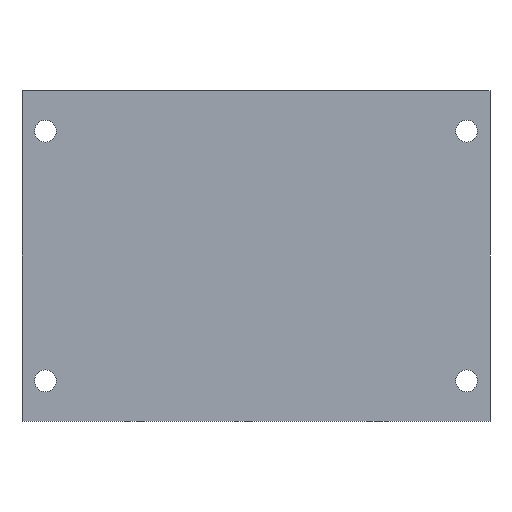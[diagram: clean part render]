
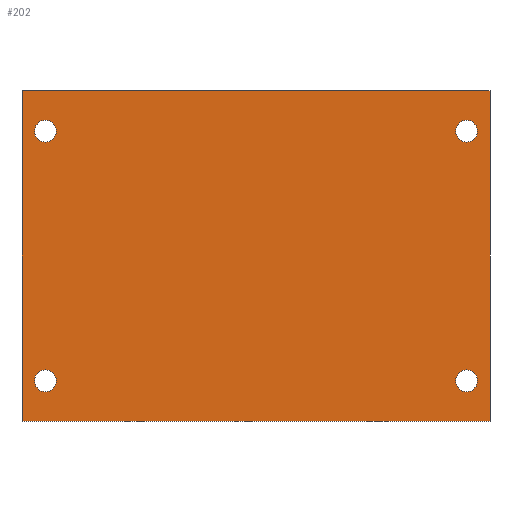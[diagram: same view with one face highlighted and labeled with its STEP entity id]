
A CAD part, front view. The second image highlights one B-rep face of the part: STEP entity #202.
In plain terms, the highlighted planar face has unit normal (0, -1, 0).
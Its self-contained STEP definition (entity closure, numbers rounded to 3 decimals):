
#2 = DIRECTION ( 'NONE',  ( 1., 0., 0. ) ) ;
#3 = ORIENTED_EDGE ( 'NONE', *, *, #180, .F. ) ;
#10 = AXIS2_PLACEMENT_3D ( 'NONE', #238, #499, #299 ) ;
#17 = CARTESIAN_POINT ( 'NONE',  ( 75., 0., 0. ) ) ;
#21 = VERTEX_POINT ( 'NONE', #286 ) ;
#40 = CARTESIAN_POINT ( 'NONE',  ( 3.75, 0., 46.5 ) ) ;
#41 = ORIENTED_EDGE ( 'NONE', *, *, #141, .F. ) ;
#50 = VECTOR ( 'NONE', #462, 1000. ) ;
#71 = ORIENTED_EDGE ( 'NONE', *, *, #639, .F. ) ;
#77 = VECTOR ( 'NONE', #355, 1000. ) ;
#90 = CARTESIAN_POINT ( 'NONE',  ( 71.25, 0., 46.5 ) ) ;
#92 = VERTEX_POINT ( 'NONE', #463 ) ;
#97 = CIRCLE ( 'NONE', #648, 1.75 ) ;
#100 = ORIENTED_EDGE ( 'NONE', *, *, #707, .T. ) ;
#107 = VECTOR ( 'NONE', #2, 1000. ) ;
#110 = ORIENTED_EDGE ( 'NONE', *, *, #572, .T. ) ;
#113 = CARTESIAN_POINT ( 'NONE',  ( 0., 0., 53. ) ) ;
#119 = EDGE_CURVE ( 'NONE', #831, #692, #724, .T. ) ;
#126 = VERTEX_POINT ( 'NONE', #411 ) ;
#131 = VECTOR ( 'NONE', #445, 1000. ) ;
#132 = LINE ( 'NONE', #185, #131 ) ;
#136 = CIRCLE ( 'NONE', #226, 1.75 ) ;
#141 = EDGE_CURVE ( 'NONE', #609, #126, #97, .T. ) ;
#144 = DIRECTION ( 'NONE',  ( 0., 0., 1. ) ) ;
#152 = EDGE_CURVE ( 'NONE', #490, #455, #213, .T. ) ;
#156 = CARTESIAN_POINT ( 'NONE',  ( 71.25, 0., 48.25 ) ) ;
#180 = EDGE_CURVE ( 'NONE', #692, #831, #313, .T. ) ;
#185 = CARTESIAN_POINT ( 'NONE',  ( 0., 0., 53. ) ) ;
#198 = AXIS2_PLACEMENT_3D ( 'NONE', #357, #838, #503 ) ;
#201 = VERTEX_POINT ( 'NONE', #113 ) ;
#202 = ADVANCED_FACE ( 'NONE', ( #421, #686, #424, #375, #636 ), #554, .F. ) ;
#213 = CIRCLE ( 'NONE', #198, 1.75 ) ;
#226 = AXIS2_PLACEMENT_3D ( 'NONE', #40, #367, #560 ) ;
#235 = ORIENTED_EDGE ( 'NONE', *, *, #792, .T. ) ;
#238 = CARTESIAN_POINT ( 'NONE',  ( 0., 0., 0. ) ) ;
#268 = EDGE_CURVE ( 'NONE', #606, #273, #136, .T. ) ;
#273 = VERTEX_POINT ( 'NONE', #843 ) ;
#282 = EDGE_LOOP ( 'NONE', ( #235, #803 ) ) ;
#286 = CARTESIAN_POINT ( 'NONE',  ( 75., 0., 53. ) ) ;
#287 = EDGE_LOOP ( 'NONE', ( #472, #494, #675, #100 ) ) ;
#295 = DIRECTION ( 'NONE',  ( 0., -1., 0. ) ) ;
#299 = DIRECTION ( 'NONE',  ( 0., 0., 1. ) ) ;
#312 = EDGE_LOOP ( 'NONE', ( #3, #706 ) ) ;
#313 = CIRCLE ( 'NONE', #795, 1.75 ) ;
#315 = EDGE_LOOP ( 'NONE', ( #71, #41 ) ) ;
#321 = AXIS2_PLACEMENT_3D ( 'NONE', #341, #801, #467 ) ;
#335 = DIRECTION ( 'NONE',  ( 0., 1., 0. ) ) ;
#341 = CARTESIAN_POINT ( 'NONE',  ( 3.75, 0., 46.5 ) ) ;
#343 = EDGE_CURVE ( 'NONE', #92, #586, #384, .T. ) ;
#348 = DIRECTION ( 'NONE',  ( 0., 0., 1. ) ) ;
#355 = DIRECTION ( 'NONE',  ( 0., 0., 1. ) ) ;
#357 = CARTESIAN_POINT ( 'NONE',  ( 71.25, 0., 6.5 ) ) ;
#362 = CARTESIAN_POINT ( 'NONE',  ( 3.75, 0., 6.5 ) ) ;
#367 = DIRECTION ( 'NONE',  ( 0., 1., 0. ) ) ;
#375 = FACE_OUTER_BOUND ( 'NONE', #287, .T. ) ;
#379 = CARTESIAN_POINT ( 'NONE',  ( 0., 0., 0. ) ) ;
#384 = LINE ( 'NONE', #379, #107 ) ;
#399 = CIRCLE ( 'NONE', #734, 1.75 ) ;
#411 = CARTESIAN_POINT ( 'NONE',  ( 71.25, 0., 44.75 ) ) ;
#421 = FACE_BOUND ( 'NONE', #511, .T. ) ;
#423 = LINE ( 'NONE', #828, #77 ) ;
#424 = FACE_BOUND ( 'NONE', #282, .T. ) ;
#425 = ORIENTED_EDGE ( 'NONE', *, *, #268, .T. ) ;
#428 = EDGE_CURVE ( 'NONE', #201, #21, #132, .T. ) ;
#437 = DIRECTION ( 'NONE',  ( 0., 0., 1. ) ) ;
#445 = DIRECTION ( 'NONE',  ( 1., 0., 0. ) ) ;
#455 = VERTEX_POINT ( 'NONE', #676 ) ;
#457 = AXIS2_PLACEMENT_3D ( 'NONE', #810, #530, #144 ) ;
#462 = DIRECTION ( 'NONE',  ( 0., 0., 1. ) ) ;
#463 = CARTESIAN_POINT ( 'NONE',  ( 0., 0., 0. ) ) ;
#467 = DIRECTION ( 'NONE',  ( 0., 0., 1. ) ) ;
#472 = ORIENTED_EDGE ( 'NONE', *, *, #428, .F. ) ;
#485 = CARTESIAN_POINT ( 'NONE',  ( 71.25, 0., 46.5 ) ) ;
#490 = VERTEX_POINT ( 'NONE', #741 ) ;
#491 = DIRECTION ( 'NONE',  ( 0., -1., 0. ) ) ;
#494 = ORIENTED_EDGE ( 'NONE', *, *, #819, .F. ) ;
#499 = DIRECTION ( 'NONE',  ( 0., 1., 0. ) ) ;
#503 = DIRECTION ( 'NONE',  ( 0., 0., 1. ) ) ;
#511 = EDGE_LOOP ( 'NONE', ( #425, #110 ) ) ;
#525 = CARTESIAN_POINT ( 'NONE',  ( 3.75, 0., 8.25 ) ) ;
#529 = CARTESIAN_POINT ( 'NONE',  ( 71.25, 0., 6.5 ) ) ;
#530 = DIRECTION ( 'NONE',  ( 0., -1., 0. ) ) ;
#545 = LINE ( 'NONE', #600, #50 ) ;
#554 = PLANE ( 'NONE',  #10 ) ;
#560 = DIRECTION ( 'NONE',  ( 0., 0., 1. ) ) ;
#572 = EDGE_CURVE ( 'NONE', #273, #606, #597, .T. ) ;
#586 = VERTEX_POINT ( 'NONE', #17 ) ;
#597 = CIRCLE ( 'NONE', #321, 1.75 ) ;
#600 = CARTESIAN_POINT ( 'NONE',  ( 0., 0., 0. ) ) ;
#606 = VERTEX_POINT ( 'NONE', #745 ) ;
#609 = VERTEX_POINT ( 'NONE', #156 ) ;
#636 = FACE_BOUND ( 'NONE', #315, .T. ) ;
#639 = EDGE_CURVE ( 'NONE', #126, #609, #399, .T. ) ;
#648 = AXIS2_PLACEMENT_3D ( 'NONE', #90, #669, #348 ) ;
#669 = DIRECTION ( 'NONE',  ( 0., -1., 0. ) ) ;
#675 = ORIENTED_EDGE ( 'NONE', *, *, #343, .T. ) ;
#676 = CARTESIAN_POINT ( 'NONE',  ( 71.25, 0., 4.75 ) ) ;
#683 = CIRCLE ( 'NONE', #790, 1.75 ) ;
#685 = CARTESIAN_POINT ( 'NONE',  ( 3.75, 0., 4.75 ) ) ;
#686 = FACE_BOUND ( 'NONE', #312, .T. ) ;
#692 = VERTEX_POINT ( 'NONE', #685 ) ;
#706 = ORIENTED_EDGE ( 'NONE', *, *, #119, .F. ) ;
#707 = EDGE_CURVE ( 'NONE', #586, #21, #423, .T. ) ;
#724 = CIRCLE ( 'NONE', #457, 1.75 ) ;
#734 = AXIS2_PLACEMENT_3D ( 'NONE', #485, #491, #818 ) ;
#741 = CARTESIAN_POINT ( 'NONE',  ( 71.25, 0., 8.25 ) ) ;
#742 = DIRECTION ( 'NONE',  ( 0., 0., 1. ) ) ;
#745 = CARTESIAN_POINT ( 'NONE',  ( 3.75, 0., 44.75 ) ) ;
#790 = AXIS2_PLACEMENT_3D ( 'NONE', #529, #335, #742 ) ;
#792 = EDGE_CURVE ( 'NONE', #455, #490, #683, .T. ) ;
#795 = AXIS2_PLACEMENT_3D ( 'NONE', #362, #295, #437 ) ;
#801 = DIRECTION ( 'NONE',  ( 0., 1., 0. ) ) ;
#803 = ORIENTED_EDGE ( 'NONE', *, *, #152, .T. ) ;
#810 = CARTESIAN_POINT ( 'NONE',  ( 3.75, 0., 6.5 ) ) ;
#818 = DIRECTION ( 'NONE',  ( 0., 0., 1. ) ) ;
#819 = EDGE_CURVE ( 'NONE', #92, #201, #545, .T. ) ;
#828 = CARTESIAN_POINT ( 'NONE',  ( 75., 0., 0. ) ) ;
#831 = VERTEX_POINT ( 'NONE', #525 ) ;
#838 = DIRECTION ( 'NONE',  ( 0., 1., 0. ) ) ;
#843 = CARTESIAN_POINT ( 'NONE',  ( 3.75, 0., 48.25 ) ) ;
